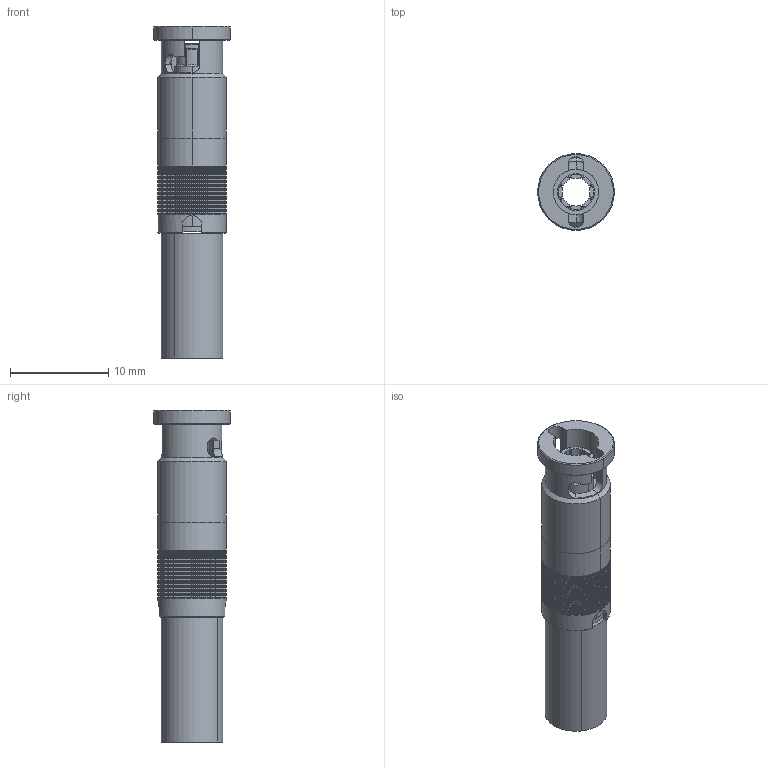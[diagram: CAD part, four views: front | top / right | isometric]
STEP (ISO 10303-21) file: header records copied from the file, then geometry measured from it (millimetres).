
FILE_DESCRIPTION (( 'STEP AP214' ), '1' );
FILE_NAME ('67-005-B66-FR.STEP', '2024-07-30T10:23:36', ( '' ), ( '' ), 'SwSTEP 2.0', 'SolidWorks 2023', '' );
FILE_SCHEMA (( 'AUTOMOTIVE_DESIGN' ));
Products named in the file (1): 67-005-B66-FR
Bounding box: 7.82 x 7.82 x 33.82 mm (x, y, z)
Surface area: 1593.2 mm2 (no closed solid volume)
Topology: 0 solids, 7 shells, 6344 faces, 12958 edges, 6616 vertices
Faces by surface type: plane 2524, cone 2523, cylinder 1297
Entity records: 163768 total; most frequent: CARTESIAN_POINT 41143, ORIENTED_EDGE 25818, DIRECTION 24600, EDGE_CURVE 12958, AXIS2_PLACEMENT_3D 10341, VERTEX_POINT 6616, EDGE_LOOP 6354, ADVANCED_FACE 6344
